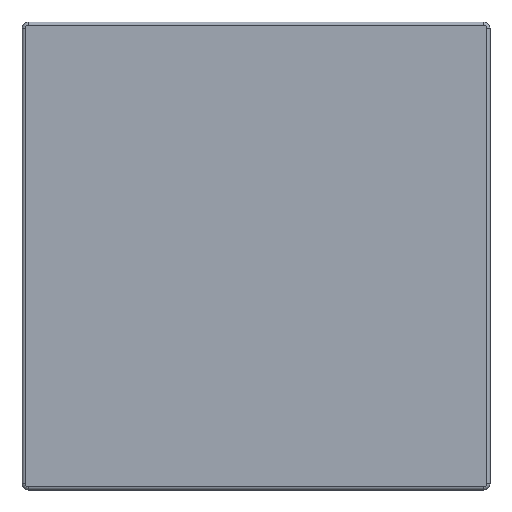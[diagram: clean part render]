
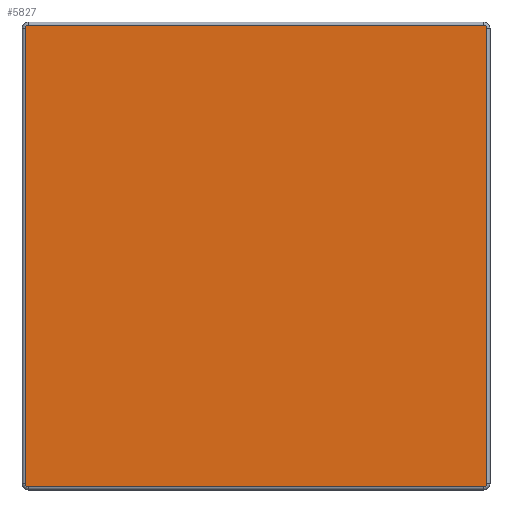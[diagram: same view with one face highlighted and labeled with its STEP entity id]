
A CAD part, front view. The second image highlights one B-rep face of the part: STEP entity #5827.
In plain terms, the highlighted planar face has unit normal (0, -1, 0).
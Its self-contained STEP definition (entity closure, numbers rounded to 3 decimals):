
#604=FACE_OUTER_BOUND('',#975,.T.);
#975=EDGE_LOOP('',(#4918,#4919,#4920,#4921,#4922,#4923,#4924,#4925));
#1279=CIRCLE('',#6403,1.);
#1280=CIRCLE('',#6404,1.);
#1281=CIRCLE('',#6405,1.);
#1282=CIRCLE('',#6406,1.);
#1738=LINE('',#10197,#2210);
#1739=LINE('',#10201,#2211);
#1740=LINE('',#10205,#2212);
#1741=LINE('',#10208,#2213);
#2210=VECTOR('',#7881,10.);
#2211=VECTOR('',#7884,10.);
#2212=VECTOR('',#7887,10.);
#2213=VECTOR('',#7890,10.);
#2748=VERTEX_POINT('',#10193);
#2749=VERTEX_POINT('',#10194);
#2750=VERTEX_POINT('',#10196);
#2751=VERTEX_POINT('',#10198);
#2752=VERTEX_POINT('',#10200);
#2753=VERTEX_POINT('',#10202);
#2754=VERTEX_POINT('',#10204);
#2755=VERTEX_POINT('',#10206);
#3511=EDGE_CURVE('',#2748,#2749,#1279,.T.);
#3512=EDGE_CURVE('',#2750,#2748,#1738,.T.);
#3513=EDGE_CURVE('',#2751,#2750,#1280,.T.);
#3514=EDGE_CURVE('',#2752,#2751,#1739,.T.);
#3515=EDGE_CURVE('',#2753,#2752,#1281,.T.);
#3516=EDGE_CURVE('',#2754,#2753,#1740,.T.);
#3517=EDGE_CURVE('',#2755,#2754,#1282,.T.);
#3518=EDGE_CURVE('',#2749,#2755,#1741,.T.);
#4918=ORIENTED_EDGE('',*,*,#3511,.F.);
#4919=ORIENTED_EDGE('',*,*,#3512,.F.);
#4920=ORIENTED_EDGE('',*,*,#3513,.F.);
#4921=ORIENTED_EDGE('',*,*,#3514,.F.);
#4922=ORIENTED_EDGE('',*,*,#3515,.F.);
#4923=ORIENTED_EDGE('',*,*,#3516,.F.);
#4924=ORIENTED_EDGE('',*,*,#3517,.F.);
#4925=ORIENTED_EDGE('',*,*,#3518,.F.);
#5553=PLANE('',#6402);
#5827=ADVANCED_FACE('',(#604),#5553,.T.);
#6402=AXIS2_PLACEMENT_3D('',#10192,#7877,#7878);
#6403=AXIS2_PLACEMENT_3D('',#10195,#7879,#7880);
#6404=AXIS2_PLACEMENT_3D('',#10199,#7882,#7883);
#6405=AXIS2_PLACEMENT_3D('',#10203,#7885,#7886);
#6406=AXIS2_PLACEMENT_3D('',#10207,#7888,#7889);
#7877=DIRECTION('center_axis',(0.,-1.,0.));
#7878=DIRECTION('ref_axis',(0.,0.,-1.));
#7879=DIRECTION('center_axis',(0.,1.,0.));
#7880=DIRECTION('ref_axis',(0.707,0.,0.707));
#7881=DIRECTION('',(1.,0.,0.));
#7882=DIRECTION('center_axis',(0.,1.,0.));
#7883=DIRECTION('ref_axis',(-0.707,0.,0.707));
#7884=DIRECTION('',(0.,0.,1.));
#7885=DIRECTION('center_axis',(0.,1.,0.));
#7886=DIRECTION('ref_axis',(-0.707,0.,-0.707));
#7887=DIRECTION('',(-1.,0.,0.));
#7888=DIRECTION('center_axis',(0.,1.,0.));
#7889=DIRECTION('ref_axis',(0.707,0.,-0.707));
#7890=DIRECTION('',(0.,0.,-1.));
#10192=CARTESIAN_POINT('Origin',(0.,-50.,0.));
#10193=CARTESIAN_POINT('',(70.5,-50.,71.5));
#10194=CARTESIAN_POINT('',(71.5,-50.,70.5));
#10195=CARTESIAN_POINT('Origin',(70.5,-50.,70.5));
#10196=CARTESIAN_POINT('',(-70.5,-50.,71.5));
#10197=CARTESIAN_POINT('',(-36.25,-50.,71.5));
#10198=CARTESIAN_POINT('',(-71.5,-50.,70.5));
#10199=CARTESIAN_POINT('Origin',(-70.5,-50.,70.5));
#10200=CARTESIAN_POINT('',(-71.5,-50.,-70.5));
#10201=CARTESIAN_POINT('',(-71.5,-50.,-36.25));
#10202=CARTESIAN_POINT('',(-70.5,-50.,-71.5));
#10203=CARTESIAN_POINT('Origin',(-70.5,-50.,-70.5));
#10204=CARTESIAN_POINT('',(70.5,-50.,-71.5));
#10205=CARTESIAN_POINT('',(36.25,-50.,-71.5));
#10206=CARTESIAN_POINT('',(71.5,-50.,-70.5));
#10207=CARTESIAN_POINT('Origin',(70.5,-50.,-70.5));
#10208=CARTESIAN_POINT('',(71.5,-50.,36.25));
